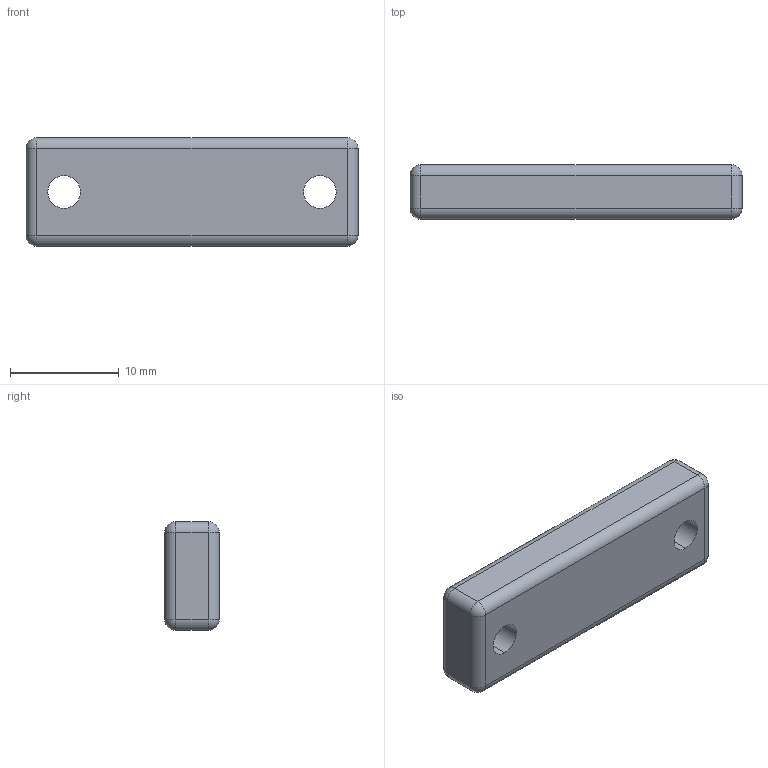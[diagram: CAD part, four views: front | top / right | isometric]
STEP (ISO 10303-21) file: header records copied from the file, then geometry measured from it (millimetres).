
FILE_DESCRIPTION (( 'STEP AP203' ), '1' );
FILE_NAME ('Tiny Connector.STEP', '2025-12-09T16:42:51', ( '' ), ( '' ), 'SwSTEP 2.0', 'SolidWorks 2025', '' );
FILE_SCHEMA (( 'CONFIG_CONTROL_DESIGN' ));
Length unit declared in the file: millimetre
Products named in the file (1): Tiny Connector
Bounding box: 30.5 x 5 x 10 mm (x, y, z)
Volume: 1416.6 mm3; surface area: 1001.7 mm2
Topology: 1 solids, 1 shells, 30 faces, 68 edges, 32 vertices
Faces by surface type: cylinder 16, sphere 8, plane 6
Entity records: 847 total; most frequent: DIRECTION 154, CARTESIAN_POINT 123, ORIENTED_EDGE 120, AXIS2_PLACEMENT_3D 63, EDGE_CURVE 60, EDGE_LOOP 34, VERTEX_POINT 32, CIRCLE 32
